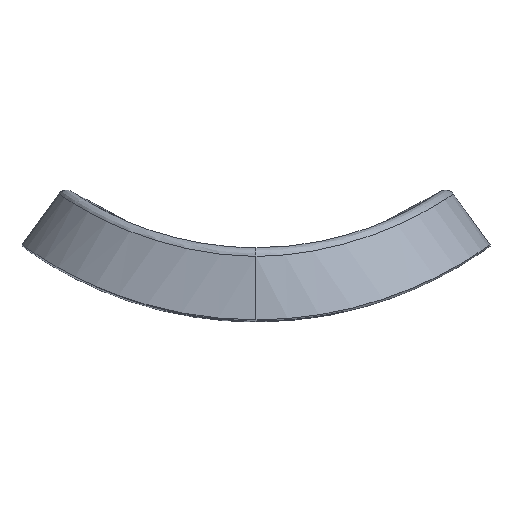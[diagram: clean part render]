
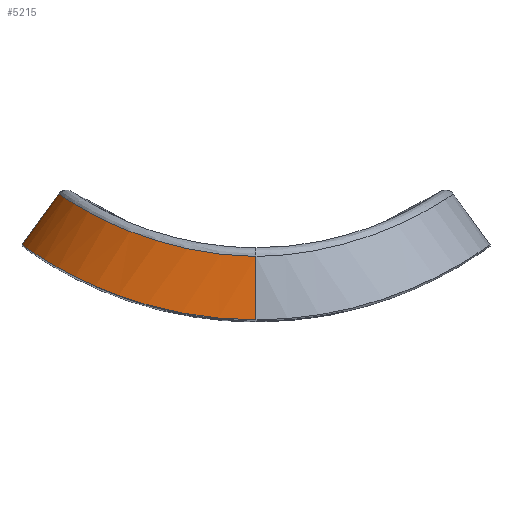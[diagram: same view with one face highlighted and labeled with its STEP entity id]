
A CAD part, top view. The second image highlights one B-rep face of the part: STEP entity #5215.
In plain terms, the highlighted cylindrical face has radius 12 mm (diameter 24 mm), a partial arc.
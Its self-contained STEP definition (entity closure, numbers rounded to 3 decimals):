
#295 = B_SPLINE_CURVE_WITH_KNOTS ( 'NONE', 3,
 ( #5572, #9417, #12236, #6488, #2593, #7462, #1630, #9376, #12274, #5451, #12160, #6535, #7507, #8364, #8404, #9329, #2723, #10407, #11239, #4667, #5491, #11370, #5615, #12319, #6573, #833 ),
 .UNSPECIFIED., .F., .F.,
 ( 4, 2, 2, 2, 2, 2, 2, 2, 2, 2, 2, 2, 4 ),
 ( 0., 0.002, 0.004, 0.005, 0.007, 0.009, 0.01, 0.011, 0.012, 0.015, 0.016, 0.017, 0.02 ),
 .UNSPECIFIED. ) ;
#496 = CARTESIAN_POINT ( 'NONE',  ( -8.458, 5.46, 26.561 ) ) ;
#571 = CARTESIAN_POINT ( 'NONE',  ( -8.959, 5.735, 25.63 ) ) ;
#580 = CARTESIAN_POINT ( 'NONE',  ( 0., 2.172, 31.95 ) ) ;
#833 = CARTESIAN_POINT ( 'NONE',  ( -12., 3.868, 20. ) ) ;
#953 = B_SPLINE_CURVE_WITH_KNOTS ( 'NONE', 3,
 ( #10141, #5277, #12054, #3466, #11980, #7238, #1492, #3426, #6343, #12016, #6234, #8266, #8223, #10224, #6306, #10184, #496, #571, #7201, #7281, #1453, #2421, #6269, #9160, #3392, #1533 ),
 .UNSPECIFIED., .F., .F.,
 ( 4, 2, 2, 2, 2, 2, 2, 2, 2, 2, 2, 2, 4 ),
 ( 0., 0.001, 0.002, 0.004, 0.006, 0.007, 0.009, 0.01, 0.011, 0.013, 0.014, 0.015, 0.018 ),
 .UNSPECIFIED. ) ;
#1325 = ORIENTED_EDGE ( 'NONE', *, *, #9920, .T. ) ;
#1453 = CARTESIAN_POINT ( 'NONE',  ( -9.671, 6.171, 23.598 ) ) ;
#1492 = CARTESIAN_POINT ( 'NONE',  ( -3.524, 3.637, 30.938 ) ) ;
#1533 = CARTESIAN_POINT ( 'NONE',  ( -10.127, 6.471, 20. ) ) ;
#1630 = CARTESIAN_POINT ( 'NONE',  ( -4.408, 0.475, 31.37 ) ) ;
#2030 = EDGE_CURVE ( 'NONE', #5033, #8742, #5991, .T. ) ;
#2421 = CARTESIAN_POINT ( 'NONE',  ( -9.837, 6.278, 22.893 ) ) ;
#2466 = CARTESIAN_POINT ( 'NONE',  ( 0., 1.088, 32. ) ) ;
#2593 = CARTESIAN_POINT ( 'NONE',  ( -3.233, 0.252, 31.681 ) ) ;
#2723 = CARTESIAN_POINT ( 'NONE',  ( -9.953, 2.569, 27.238 ) ) ;
#3175 = LINE ( 'NONE', #8984, #10381 ) ;
#3392 = CARTESIAN_POINT ( 'NONE',  ( -10.127, 6.471, 20.738 ) ) ;
#3426 = CARTESIAN_POINT ( 'NONE',  ( -4.477, 3.876, 30.456 ) ) ;
#3466 = CARTESIAN_POINT ( 'NONE',  ( -1.448, 3.324, 31.593 ) ) ;
#3877 = DIRECTION ( 'NONE',  ( -0.812, 0.584, 0. ) ) ;
#4450 = CARTESIAN_POINT ( 'NONE',  ( 0., 0., 32. ) ) ;
#4667 = CARTESIAN_POINT ( 'NONE',  ( -11.319, 3.398, 24.396 ) ) ;
#4851 = EDGE_CURVE ( 'NONE', #5033, #8871, #295, .T. ) ;
#4974 = DIRECTION ( 'NONE',  ( 0.584, 0.812, 0. ) ) ;
#5033 = VERTEX_POINT ( 'NONE', #9430 ) ;
#5215 = ADVANCED_FACE ( 'NONE', ( #8919 ), #5876, .T. ) ;
#5277 = CARTESIAN_POINT ( 'NONE',  ( -0.366, 3.252, 31.801 ) ) ;
#5451 = CARTESIAN_POINT ( 'NONE',  ( -7.234, 1.312, 30.004 ) ) ;
#5491 = CARTESIAN_POINT ( 'NONE',  ( -11.44, 3.478, 24.008 ) ) ;
#5572 = CARTESIAN_POINT ( 'NONE',  ( 0., 0., 32. ) ) ;
#5615 = CARTESIAN_POINT ( 'NONE',  ( -11.729, 3.676, 22.831 ) ) ;
#5828 = CARTESIAN_POINT ( 'NONE',  ( 9.742, 13.543, 20. ) ) ;
#5876 = CYLINDRICAL_SURFACE ( 'NONE', #8897, 12. ) ;
#5991 =( BOUNDED_CURVE ( )  B_SPLINE_CURVE ( 3, ( #4450, #2466, #580, #11153 ),
 .UNSPECIFIED., .F., .F. ) 
 B_SPLINE_CURVE_WITH_KNOTS ( ( 4, 4 ),
 ( 4.712, 4.871 ),
 .UNSPECIFIED. ) 
 CURVE ( )  GEOMETRIC_REPRESENTATION_ITEM ( )  RATIONAL_B_SPLINE_CURVE ( ( 1., 0.998, 0.998, 1. ) ) 
 REPRESENTATION_ITEM ( '' )  );
#6234 = CARTESIAN_POINT ( 'NONE',  ( -5.678, 4.244, 29.69 ) ) ;
#6269 = CARTESIAN_POINT ( 'NONE',  ( -9.906, 6.323, 22.538 ) ) ;
#6306 = CARTESIAN_POINT ( 'NONE',  ( -7.883, 5.163, 27.45 ) ) ;
#6343 = CARTESIAN_POINT ( 'NONE',  ( -4.787, 3.963, 30.28 ) ) ;
#6488 = CARTESIAN_POINT ( 'NONE',  ( -2.837, 0.193, 31.76 ) ) ;
#6535 = CARTESIAN_POINT ( 'NONE',  ( -8.164, 1.688, 29.284 ) ) ;
#6573 = CARTESIAN_POINT ( 'NONE',  ( -12., 3.868, 20.825 ) ) ;
#7021 = EDGE_LOOP ( 'NONE', ( #9414, #1325, #8194, #7747 ) ) ;
#7201 = CARTESIAN_POINT ( 'NONE',  ( -9.236, 5.901, 24.978 ) ) ;
#7238 = CARTESIAN_POINT ( 'NONE',  ( -2.856, 3.505, 31.197 ) ) ;
#7281 = CARTESIAN_POINT ( 'NONE',  ( -9.572, 6.108, 23.949 ) ) ;
#7327 = EDGE_CURVE ( 'NONE', #8871, #11962, #3175, .T. ) ;
#7462 = CARTESIAN_POINT ( 'NONE',  ( -4.02, 0.393, 31.487 ) ) ;
#7507 = CARTESIAN_POINT ( 'NONE',  ( -8.451, 1.816, 29.024 ) ) ;
#7747 = ORIENTED_EDGE ( 'NONE', *, *, #4851, .F. ) ;
#8194 = ORIENTED_EDGE ( 'NONE', *, *, #7327, .F. ) ;
#8223 = CARTESIAN_POINT ( 'NONE',  ( -6.999, 4.75, 28.546 ) ) ;
#8266 = CARTESIAN_POINT ( 'NONE',  ( -6.502, 4.542, 29.034 ) ) ;
#8364 = CARTESIAN_POINT ( 'NONE',  ( -8.993, 2.07, 28.471 ) ) ;
#8404 = CARTESIAN_POINT ( 'NONE',  ( -9.248, 2.197, 28.179 ) ) ;
#8742 = VERTEX_POINT ( 'NONE', #9518 ) ;
#8871 = VERTEX_POINT ( 'NONE', #10094 ) ;
#8897 = AXIS2_PLACEMENT_3D ( 'NONE', #5828, #4974, #3877 ) ;
#8919 = FACE_OUTER_BOUND ( 'NONE', #7021, .T. ) ;
#8984 = CARTESIAN_POINT ( 'NONE',  ( -9.839, 6.871, 20. ) ) ;
#9160 = CARTESIAN_POINT ( 'NONE',  ( -10.071, 6.433, 21.465 ) ) ;
#9329 = CARTESIAN_POINT ( 'NONE',  ( -9.727, 2.446, 27.564 ) ) ;
#9376 = CARTESIAN_POINT ( 'NONE',  ( -5.533, 0.744, 30.969 ) ) ;
#9414 = ORIENTED_EDGE ( 'NONE', *, *, #2030, .T. ) ;
#9417 = CARTESIAN_POINT ( 'NONE',  ( -0.824, 0., 32. ) ) ;
#9430 = CARTESIAN_POINT ( 'NONE',  ( 0., 0., 32. ) ) ;
#9518 = CARTESIAN_POINT ( 'NONE',  ( 0., 3.246, 31.849 ) ) ;
#9920 = EDGE_CURVE ( 'NONE', #8742, #11962, #953, .T. ) ;
#10094 = CARTESIAN_POINT ( 'NONE',  ( -12., 3.868, 20. ) ) ;
#10141 = CARTESIAN_POINT ( 'NONE',  ( 0., 3.246, 31.849 ) ) ;
#10184 = CARTESIAN_POINT ( 'NONE',  ( -8.276, 5.363, 26.863 ) ) ;
#10224 = CARTESIAN_POINT ( 'NONE',  ( -7.67, 5.06, 27.735 ) ) ;
#10381 = VECTOR ( 'NONE', #10887, 1000. ) ;
#10407 = CARTESIAN_POINT ( 'NONE',  ( -10.57, 2.921, 26.234 ) ) ;
#10887 = DIRECTION ( 'NONE',  ( 0.584, 0.812, 0. ) ) ;
#11153 = CARTESIAN_POINT ( 'NONE',  ( 0., 3.246, 31.849 ) ) ;
#11239 = CARTESIAN_POINT ( 'NONE',  ( -10.909, 3.132, 25.523 ) ) ;
#11370 = CARTESIAN_POINT ( 'NONE',  ( -11.645, 3.617, 23.226 ) ) ;
#11962 = VERTEX_POINT ( 'NONE', #12138 ) ;
#11980 = CARTESIAN_POINT ( 'NONE',  ( -1.805, 3.362, 31.504 ) ) ;
#12016 = CARTESIAN_POINT ( 'NONE',  ( -5.389, 4.147, 29.896 ) ) ;
#12054 = CARTESIAN_POINT ( 'NONE',  ( -0.729, 3.269, 31.741 ) ) ;
#12138 = CARTESIAN_POINT ( 'NONE',  ( -10.127, 6.471, 20. ) ) ;
#12160 = CARTESIAN_POINT ( 'NONE',  ( -7.556, 1.437, 29.774 ) ) ;
#12236 = CARTESIAN_POINT ( 'NONE',  ( -1.637, 0.049, 31.944 ) ) ;
#12274 = CARTESIAN_POINT ( 'NONE',  ( -6.24, 0.957, 30.63 ) ) ;
#12319 = CARTESIAN_POINT ( 'NONE',  ( -11.932, 3.818, 21.636 ) ) ;
